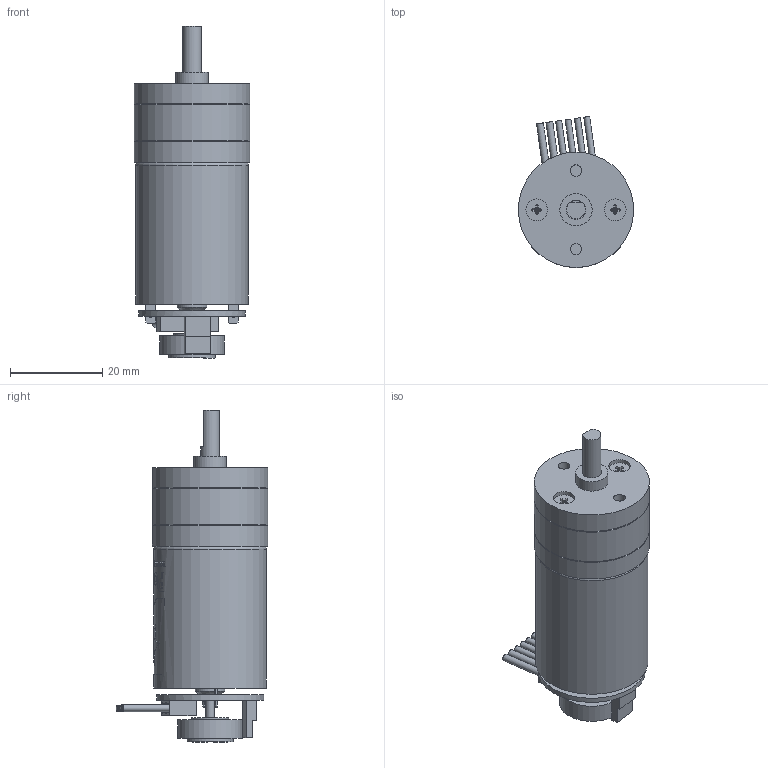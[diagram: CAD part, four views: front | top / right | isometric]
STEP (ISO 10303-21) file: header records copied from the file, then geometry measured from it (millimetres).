
FILE_DESCRIPTION(/* description */ (''),/* implementation_level */ '2;1');
FILE_NAME(/* name */ '25d-metal-gearmotor-4.4-9.7-encoder v1 v1.step',/* time_stamp */ '2022-04-06T19:41:26-04:00',/* author */ (''),/* organization */ (''),/* preprocessor_version */ 'ST-DEVELOPER v18.1',/* originating_system */ 'Autodesk Translation Framework v10.14.0.1471',/* authorisation */ '');
FILE_SCHEMA (('AUTOMOTIVE_DESIGN { 1 0 10303 214 3 1 1 }'));
Length unit declared in the file: inch
Products named in the file (1): 25d-metal-gearmotor-4.4-9.7-encoder v1
Bounding box: 25 x 32.85 x 72 mm (x, y, z)
Volume: 24042.3 mm3; surface area: 7403.3 mm2
Topology: 1 solids, 1 shells, 466 faces, 1146 edges, 743 vertices
Faces by surface type: plane 281, bspline 122, cylinder 57, cone 5, torus 1
Full cylindrical faces by diameter (mm): 1.3 x4, 1.5 x2, 1.9 x2, 2.5 x2, 4 x1, 4.2 x1, 4.7 x2, 5 x2, 6.4 x1, 7 x1, 8 x1, 10 x1, 14 x1, 23.2 x1, 23.4 x1, 24.4 x1, 25 x3
Entity records: 26452 total; most frequent: CARTESIAN_POINT 15356, ORIENTED_EDGE 2292, DIRECTION 1874, EDGE_CURVE 1146, VERTEX_POINT 743, LINE 716, VECTOR 716, AXIS2_PLACEMENT_3D 579
